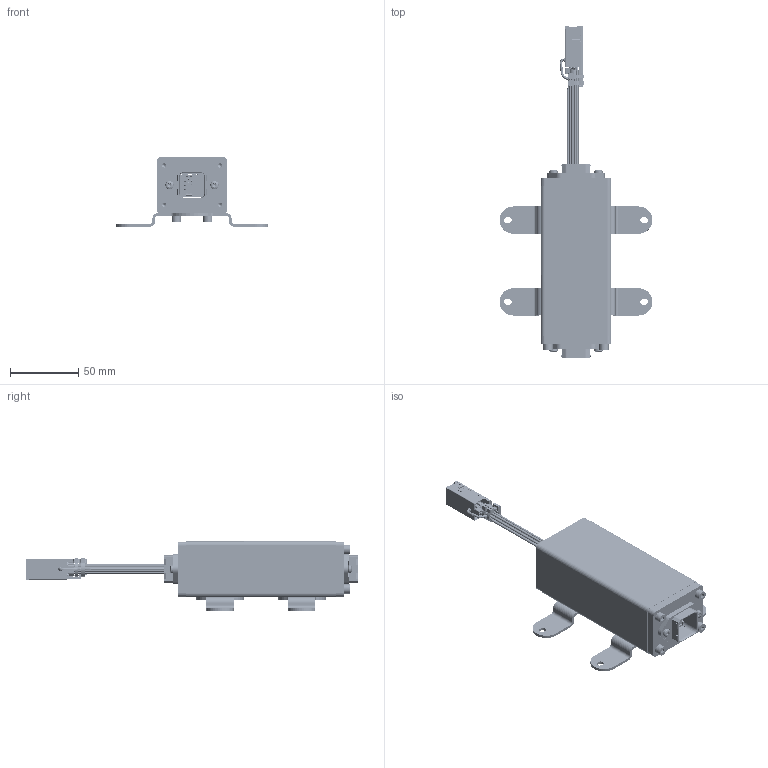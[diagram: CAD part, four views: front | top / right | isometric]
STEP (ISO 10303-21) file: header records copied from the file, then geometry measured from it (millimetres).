
FILE_DESCRIPTION(('CATIA V5 STEP Exchange','CAx-IF Rec.Pracs.--- Model Styling and Organization---1.4--- 2014-01-23'),'2;1');
FILE_NAME ('005444-3_0', '2022-03-07T07:12:17+00:00', ('none'), ('Weidmueller'), 'CATIA Version 5-6 Release 2016 SP3 HF44', 'CATIA V5 STEP AP214', 'none');
FILE_SCHEMA(('AUTOMOTIVE_DESIGN { 1 0 10303 214 1 1 1 1 }'));
Products named in the file (1): 1068840000
Bounding box: 112 x 243.5 x 51 mm (x, y, z)
Volume: 167895 mm3; surface area: 150615.7 mm2
Topology: 91 solids, 91 shells, 6632 faces, 16399 edges, 10098 vertices
Faces by surface type: plane 2991, cylinder 2023, torus 920, cone 452, bspline 188, revolution 32, sphere 20, extrusion 6
Entity records: 192433 total; most frequent: CARTESIAN_POINT 48293, ORIENTED_EDGE 32686, DIRECTION 23758, EDGE_CURVE 16343, AXIS2_PLACEMENT_3D 10247, VERTEX_POINT 10098, VECTOR 9255, LINE 9249
